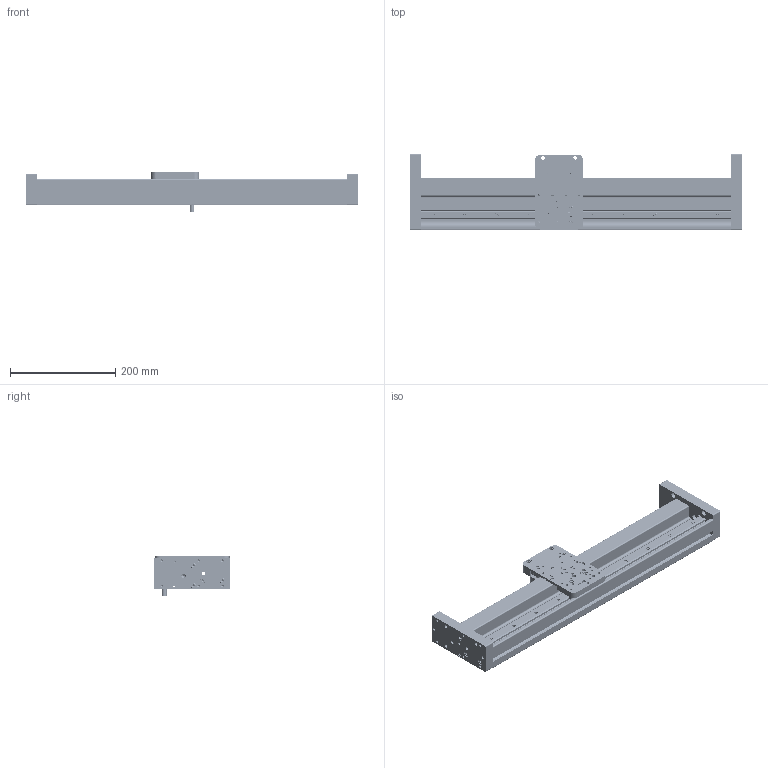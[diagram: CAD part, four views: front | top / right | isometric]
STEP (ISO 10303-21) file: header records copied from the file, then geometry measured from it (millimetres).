
FILE_DESCRIPTION (( 'STEP AP214' ), '1' );
FILE_NAME ('0186-1668_230405_FM01-37-630_495_1CF37Sx60-HP-BE01-MD01-N.STEP', '2023-04-05T13:02:07', ( '' ), ( '' ), 'SwSTEP 2.0', 'SolidWorks 2022', '' );
FILE_SCHEMA (( 'AUTOMOTIVE_DESIGN' ));
Length unit declared in the file: millimetre
Products named in the file (18): 0230-0205_zyl.-schr._i-6kt_M5x45_8.8_v-b; 0160-0806_Kugelscheibe_M8 x17x 8.4_Stahl; 0186-0331_PS01-37Sx60-L; 0150-2189_Hammermutter N8!M4; 0186-0804_PL01-20x605!560-HP-PF_PL01-20x605!560-HP-PF; 0186-1640_CF37Sx60-HP-BE01-MD01-N_F01-37Sx60-R; 0186-1646_FM01-37-630_F01-37Sx600-F; 0186-1668_230405_FM01-37-630_495_1CF37Sx60-HP-BE01-MD01-N; 0230-0041_zyl.-schr._i-6kt_M4x16_8.8_v-b; 0230-0235_Zyl.-schr._i-6kt_M4x8_12.9_schwarz; 0230-0320_Zyl.-Schr_I-6kt_n-K_M8x25_8.8_v-b; 0160-3867_FS02k-37Sx590_FS02k-37Sx590; 0230-0220_zyl.-schr._i-6kt_M6x25_8.8_v-b; 0180-0756_F01k-37S-AV; 0230-0433_LLTHC 15 U-T0 P5; 0180-2512_FM01k-37S-AP-V2; 0180-0757_F01k-37S-AH; 0150-5197_FL01-15x625_FL01-15x625
Assembly tree (47 placements, depth 3):
  0186-1668_230405_FM01-37-630_495_1CF37Sx60-HP-BE01-MD01-N
    0186-1646_FM01-37-630_F01-37Sx600-F
      0160-3867_FS02k-37Sx590_FS02k-37Sx590
      0150-5197_FL01-15x625_FL01-15x625
      0180-0757_F01k-37S-AH
      0180-0756_F01k-37S-AV
      0160-0806_Kugelscheibe_M8 x17x 8.4_Stahl  x2
      0230-0320_Zyl.-Schr_I-6kt_n-K_M8x25_8.8_v-b
      0186-0804_PL01-20x605!560-HP-PF_PL01-20x605!560-HP-PF
      0230-0220_zyl.-schr._i-6kt_M6x25_8.8_v-b  x8
      0150-2189_Hammermutter N8!M4  x10
      0230-0041_zyl.-schr._i-6kt_M4x16_8.8_v-b  x10
    0186-1640_CF37Sx60-HP-BE01-MD01-N_F01-37Sx60-R
      0180-2512_FM01k-37S-AP-V2
      0186-0331_PS01-37Sx60-L
      0230-0433_LLTHC 15 U-T0 P5
      0230-0235_Zyl.-schr._i-6kt_M4x8_12.9_schwarz  x4
      0230-0205_zyl.-schr._i-6kt_M5x45_8.8_v-b  x2
Bounding box: 630 x 145.5 x 74.9 mm (x, y, z)
Volume: 2067235.5 mm3; surface area: 618021.2 mm2
Topology: 48 solids, 52 shells, 4244 faces, 10088 edges, 6108 vertices
Faces by surface type: plane 1401, cone 1142, cylinder 1007, bspline 635, torus 57, sphere 2
Full cylindrical faces by diameter (mm): 2.4 x2, 2.5 x2, 2.7 x5, 3.3 x14, 4 x250, 4.2 x22, 4.3 x4, 4.5 x10, 4.97 x4, 5 x111, 5.4 x2, 5.5 x3, 6 x184, 6.6 x18, 6.8 x2, 7 x14, 7.5 x10, 8 x22, 8.4 x2, 8.5 x3, 9 x6, 10 x10, 10.5 x12, 11 x6, 13 x1, 17 x2, 19 x1, 20 x3, 21 x1, 22 x1
Entity records: 90704 total; most frequent: CARTESIAN_POINT 32264, ORIENTED_EDGE 10570, DIRECTION 8636, EDGE_CURVE 5285, VERTEX_POINT 3706, EDGE_LOOP 3213, AXIS2_PLACEMENT_3D 2938, LINE 2760
